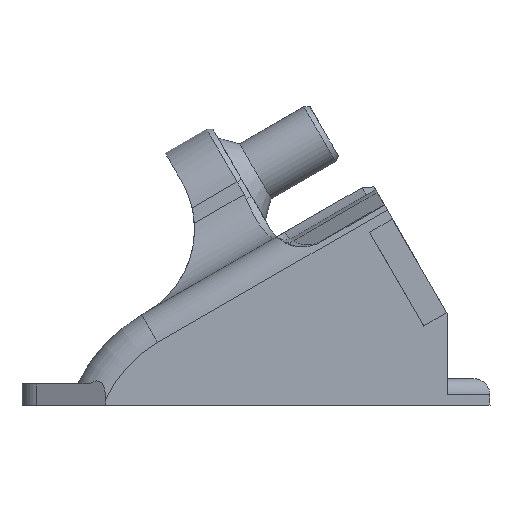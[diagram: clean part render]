
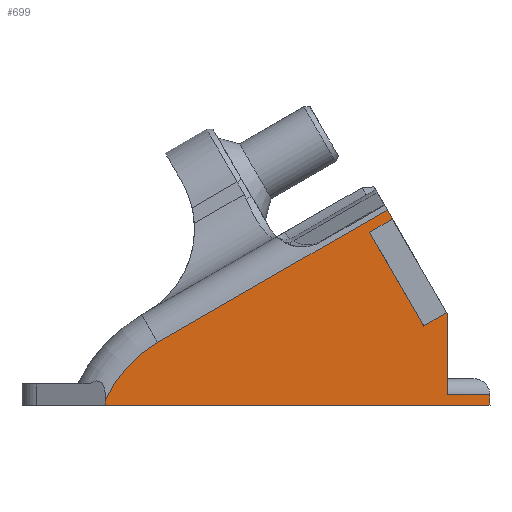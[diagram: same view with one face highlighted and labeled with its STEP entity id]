
A CAD part, left-side view. The second image highlights one B-rep face of the part: STEP entity #699.
In plain terms, the highlighted planar face has unit normal (-1, 0, 0).
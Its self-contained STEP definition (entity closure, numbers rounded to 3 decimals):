
#92 = CARTESIAN_POINT ( 'NONE',  ( 50., 95.144, 0. ) ) ;
#95 = CARTESIAN_POINT ( 'NONE',  ( 50., 62.651, 11.832 ) ) ;
#135 = ORIENTED_EDGE ( 'NONE', *, *, #2644, .T. ) ;
#137 = LINE ( 'NONE', #2467, #1289 ) ;
#183 = EDGE_CURVE ( 'NONE', #3703, #2541, #489, .T. ) ;
#267 = VERTEX_POINT ( 'NONE', #2757 ) ;
#419 = CARTESIAN_POINT ( 'NONE',  ( 50., 72.472, 0. ) ) ;
#488 = EDGE_CURVE ( 'NONE', #3703, #1284, #2279, .T. ) ;
#489 = LINE ( 'NONE', #2373, #3257 ) ;
#562 = CARTESIAN_POINT ( 'NONE',  ( 50., 7.988, 17.081 ) ) ;
#570 = CARTESIAN_POINT ( 'NONE',  ( 50., 22.718, 32.594 ) ) ;
#590 = LINE ( 'NONE', #2407, #953 ) ;
#638 = ORIENTED_EDGE ( 'NONE', *, *, #997, .T. ) ;
#673 = CARTESIAN_POINT ( 'NONE',  ( 50., 19.381, 36.814 ) ) ;
#687 = ORIENTED_EDGE ( 'NONE', *, *, #3668, .F. ) ;
#699 = ADVANCED_FACE ( 'NONE', ( #732 ), #1311, .F. ) ;
#713 = DIRECTION ( 'NONE',  ( 0., 0., 1. ) ) ;
#724 = AXIS2_PLACEMENT_3D ( 'NONE', #2487, #3370, #713 ) ;
#732 = FACE_OUTER_BOUND ( 'NONE', #3073, .T. ) ;
#771 = CIRCLE ( 'NONE', #3431, 95.144 ) ;
#851 = CARTESIAN_POINT ( 'NONE',  ( 50., 72.472, 1.038 ) ) ;
#866 = DIRECTION ( 'NONE',  ( 0., -1., 0. ) ) ;
#892 = DIRECTION ( 'NONE',  ( 0., 1., 0. ) ) ;
#929 = CARTESIAN_POINT ( 'NONE',  ( 50., 22.718, 32.594 ) ) ;
#953 = VECTOR ( 'NONE', #1466, 1000. ) ;
#997 = EDGE_CURVE ( 'NONE', #1838, #1962, #3586, .T. ) ;
#1009 = VERTEX_POINT ( 'NONE', #673 ) ;
#1081 = VECTOR ( 'NONE', #866, 1000. ) ;
#1086 = ORIENTED_EDGE ( 'NONE', *, *, #1531, .F. ) ;
#1136 = ORIENTED_EDGE ( 'NONE', *, *, #3827, .T. ) ;
#1167 = CARTESIAN_POINT ( 'NONE',  ( 50., 95.144, 2. ) ) ;
#1183 = ORIENTED_EDGE ( 'NONE', *, *, #1560, .T. ) ;
#1260 = DIRECTION ( 'NONE',  ( 0., 0.5, 0.866 ) ) ;
#1284 = VERTEX_POINT ( 'NONE', #95 ) ;
#1287 = CARTESIAN_POINT ( 'NONE',  ( 50., 7.988, 2. ) ) ;
#1289 = VECTOR ( 'NONE', #1323, 1000. ) ;
#1311 = PLANE ( 'NONE',  #724 ) ;
#1323 = DIRECTION ( 'NONE',  ( 0., 0., 1. ) ) ;
#1353 = DIRECTION ( 'NONE',  ( 0., 0.5, 0.866 ) ) ;
#1367 = EDGE_CURVE ( 'NONE', #2689, #2885, #3051, .T. ) ;
#1419 = VERTEX_POINT ( 'NONE', #3700 ) ;
#1444 = EDGE_CURVE ( 'NONE', #1284, #1009, #590, .T. ) ;
#1450 = CARTESIAN_POINT ( 'NONE',  ( 50., 95.144, 0. ) ) ;
#1466 = DIRECTION ( 'NONE',  ( 0., -0.866, 0.5 ) ) ;
#1531 = EDGE_CURVE ( 'NONE', #2628, #1419, #2383, .T. ) ;
#1560 = EDGE_CURVE ( 'NONE', #1962, #1944, #2100, .T. ) ;
#1668 = ORIENTED_EDGE ( 'NONE', *, *, #1751, .F. ) ;
#1751 = EDGE_CURVE ( 'NONE', #267, #2541, #2127, .T. ) ;
#1773 = VECTOR ( 'NONE', #1260, 1000. ) ;
#1785 = CARTESIAN_POINT ( 'NONE',  ( 50., 8.188, 17.427 ) ) ;
#1790 = VECTOR ( 'NONE', #3812, 1000. ) ;
#1838 = VERTEX_POINT ( 'NONE', #3570 ) ;
#1917 = VECTOR ( 'NONE', #2121, 1000. ) ;
#1944 = VERTEX_POINT ( 'NONE', #2778 ) ;
#1962 = VERTEX_POINT ( 'NONE', #3047 ) ;
#2056 = EDGE_CURVE ( 'NONE', #1419, #267, #771, .T. ) ;
#2100 = LINE ( 'NONE', #570, #2995 ) ;
#2106 = CARTESIAN_POINT ( 'NONE',  ( 50., 50.651, -8.952 ) ) ;
#2121 = DIRECTION ( 'NONE',  ( 0., 0.5, 0.866 ) ) ;
#2127 = LINE ( 'NONE', #92, #3117 ) ;
#2279 = CIRCLE ( 'NONE', #3776, 24. ) ;
#2325 = LINE ( 'NONE', #3195, #1790 ) ;
#2373 = CARTESIAN_POINT ( 'NONE',  ( 50., 72.472, 56.749 ) ) ;
#2383 = LINE ( 'NONE', #1167, #1081 ) ;
#2407 = CARTESIAN_POINT ( 'NONE',  ( 50., 92.144, -5.196 ) ) ;
#2467 = CARTESIAN_POINT ( 'NONE',  ( 50., 7.988, 17.081 ) ) ;
#2487 = CARTESIAN_POINT ( 'NONE',  ( 50., 95.144, 0. ) ) ;
#2541 = VERTEX_POINT ( 'NONE', #419 ) ;
#2547 = CARTESIAN_POINT ( 'NONE',  ( 50., 8.238, 17.514 ) ) ;
#2561 = DIRECTION ( 'NONE',  ( 0., 0., -1. ) ) ;
#2597 = ORIENTED_EDGE ( 'NONE', *, *, #183, .T. ) ;
#2628 = VERTEX_POINT ( 'NONE', #1287 ) ;
#2640 = VECTOR ( 'NONE', #1353, 1000. ) ;
#2644 = EDGE_CURVE ( 'NONE', #2628, #2689, #137, .T. ) ;
#2689 = VERTEX_POINT ( 'NONE', #562 ) ;
#2724 = CARTESIAN_POINT ( 'NONE',  ( 50., 8.238, 17.514 ) ) ;
#2746 = ORIENTED_EDGE ( 'NONE', *, *, #1367, .T. ) ;
#2757 = CARTESIAN_POINT ( 'NONE',  ( 50., 0., 0. ) ) ;
#2778 = CARTESIAN_POINT ( 'NONE',  ( 50., 18.388, 35.094 ) ) ;
#2801 = ORIENTED_EDGE ( 'NONE', *, *, #2056, .F. ) ;
#2820 = ORIENTED_EDGE ( 'NONE', *, *, #1444, .F. ) ;
#2854 = LINE ( 'NONE', #2547, #2640 ) ;
#2885 = VERTEX_POINT ( 'NONE', #1785 ) ;
#2938 = ORIENTED_EDGE ( 'NONE', *, *, #488, .F. ) ;
#2954 = DIRECTION ( 'NONE',  ( 0., 0., -1. ) ) ;
#2995 = VECTOR ( 'NONE', #3270, 1000. ) ;
#3003 = DIRECTION ( 'NONE',  ( 0., 0., 1. ) ) ;
#3047 = CARTESIAN_POINT ( 'NONE',  ( 50., 22.718, 32.594 ) ) ;
#3051 = LINE ( 'NONE', #2724, #1773 ) ;
#3073 = EDGE_LOOP ( 'NONE', ( #135, #2746, #687, #638, #1183, #1136, #2820, #2938, #2597, #1668, #2801, #1086 ) ) ;
#3117 = VECTOR ( 'NONE', #892, 1000. ) ;
#3178 = DIRECTION ( 'NONE',  ( 1., 0., 0. ) ) ;
#3195 = CARTESIAN_POINT ( 'NONE',  ( 50., 12.518, 14.927 ) ) ;
#3257 = VECTOR ( 'NONE', #2954, 1000. ) ;
#3270 = DIRECTION ( 'NONE',  ( 0., -0.866, 0.5 ) ) ;
#3274 = DIRECTION ( 'NONE',  ( 1., 0., 0. ) ) ;
#3370 = DIRECTION ( 'NONE',  ( 1., 0., 0. ) ) ;
#3431 = AXIS2_PLACEMENT_3D ( 'NONE', #1450, #3178, #2561 ) ;
#3570 = CARTESIAN_POINT ( 'NONE',  ( 50., 12.518, 14.927 ) ) ;
#3586 = LINE ( 'NONE', #929, #1917 ) ;
#3668 = EDGE_CURVE ( 'NONE', #1838, #2885, #2325, .T. ) ;
#3700 = CARTESIAN_POINT ( 'NONE',  ( 50., 0.021, 2. ) ) ;
#3703 = VERTEX_POINT ( 'NONE', #851 ) ;
#3776 = AXIS2_PLACEMENT_3D ( 'NONE', #2106, #3274, #3003 ) ;
#3812 = DIRECTION ( 'NONE',  ( 0., -0.866, 0.5 ) ) ;
#3827 = EDGE_CURVE ( 'NONE', #1944, #1009, #2854, .T. ) ;
